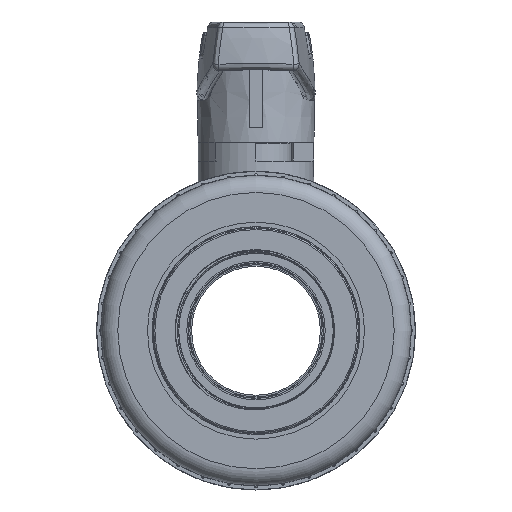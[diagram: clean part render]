
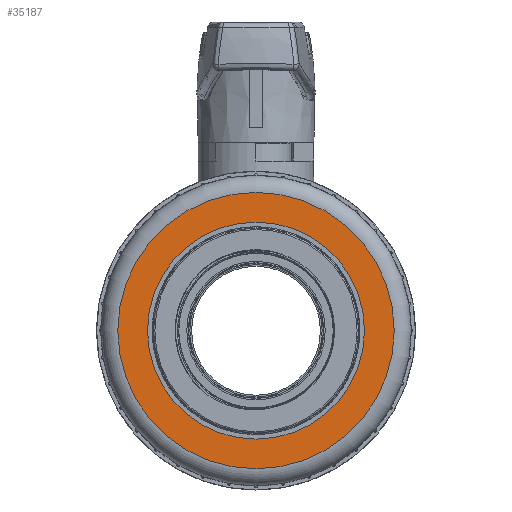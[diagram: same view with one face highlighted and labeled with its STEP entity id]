
A CAD part, left-side view. The second image highlights one B-rep face of the part: STEP entity #35187.
In plain terms, the highlighted face is planar.
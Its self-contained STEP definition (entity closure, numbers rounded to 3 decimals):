
#868=PLANE('',#37747);
#1413=FACE_BOUND('',#4933,.T.);
#2852=FACE_OUTER_BOUND('',#4932,.T.);
#4932=EDGE_LOOP('',(#27515));
#4933=EDGE_LOOP('',(#27516));
#6882=CIRCLE('',#37748,50.91);
#6883=CIRCLE('',#37749,39.979);
#15544=VERTEX_POINT('',#80648);
#15545=VERTEX_POINT('',#80650);
#19914=EDGE_CURVE('',#15544,#15544,#6882,.T.);
#19915=EDGE_CURVE('',#15545,#15545,#6883,.T.);
#27515=ORIENTED_EDGE('',*,*,#19914,.T.);
#27516=ORIENTED_EDGE('',*,*,#19915,.T.);
#35187=ADVANCED_FACE('',(#2852,#1413),#868,.F.);
#37747=AXIS2_PLACEMENT_3D('',#80647,#43062,#43063);
#37748=AXIS2_PLACEMENT_3D('',#80649,#43064,#43065);
#37749=AXIS2_PLACEMENT_3D('',#80651,#43066,#43067);
#43062=DIRECTION('center_axis',(-1.,0.,0.));
#43063=DIRECTION('ref_axis',(0.,1.,0.));
#43064=DIRECTION('center_axis',(1.,0.,0.));
#43065=DIRECTION('ref_axis',(0.,-1.,0.));
#43066=DIRECTION('center_axis',(-1.,0.,0.));
#43067=DIRECTION('ref_axis',(0.,0.,-1.));
#80647=CARTESIAN_POINT('Origin',(23.045,-58.407,0.));
#80648=CARTESIAN_POINT('',(23.045,-52.16,0.));
#80649=CARTESIAN_POINT('Origin',(23.045,-1.25,0.));
#80650=CARTESIAN_POINT('',(23.045,-1.25,-39.979));
#80651=CARTESIAN_POINT('Origin',(23.045,-1.25,0.));
